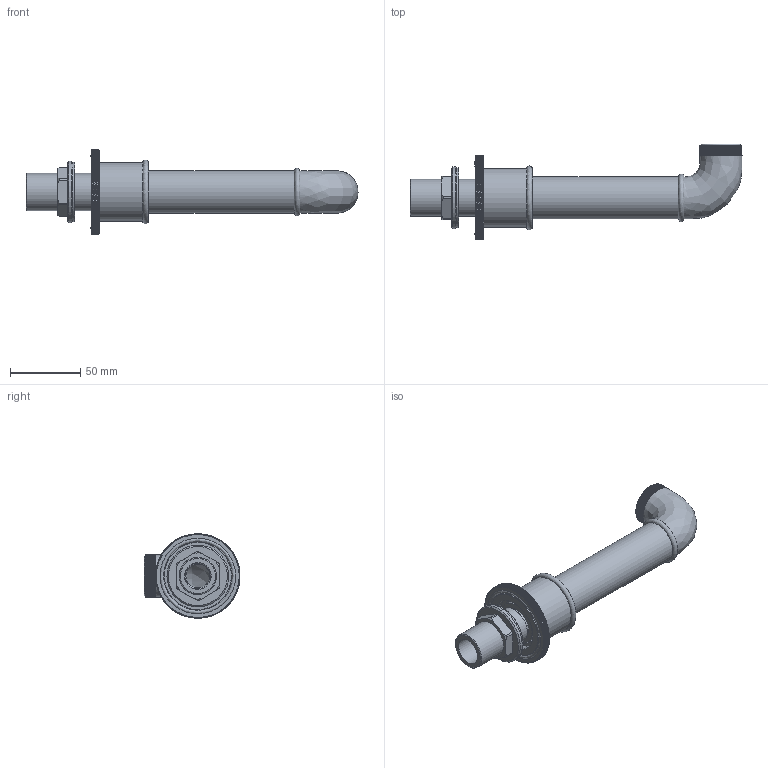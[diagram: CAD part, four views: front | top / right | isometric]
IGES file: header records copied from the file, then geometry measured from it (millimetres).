
Global section: file name: AGM76.A007 - PRI0370 - Bath Spout Wall Mounted; native system: Autodesk Inventor 2016; preprocessor: unknown; author: Utilizador; date: 20190508.121042; units: millimetre
Bounding box: 236.3 x 68.3 x 60 mm (x, y, z)
Volume: 109462.2 mm3; surface area: 78769.7 mm2
Topology: 17 solids, 17 shells, 7031 faces, 15142 edges, 8172 vertices
Faces by surface type: bspline 5412, cylinder 1318, plane 180, revolution 95, cone 26
Full cylindrical faces by diameter (mm): 5 x1, 17.2 x1, 19.8 x1, 21 x1, 22 x2, 23.9 x1, 24 x3, 25.5 x2, 26 x1, 26.441 x3, 28 x4, 29.5 x2, 30 x1, 31 x4, 41.5 x1, 42.5 x1, 44 x1, 47.8 x1
